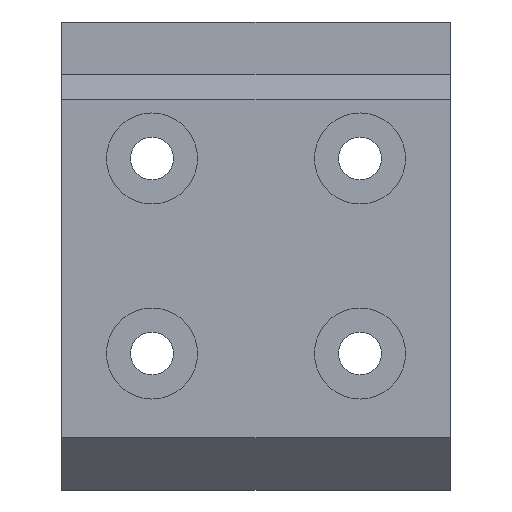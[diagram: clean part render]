
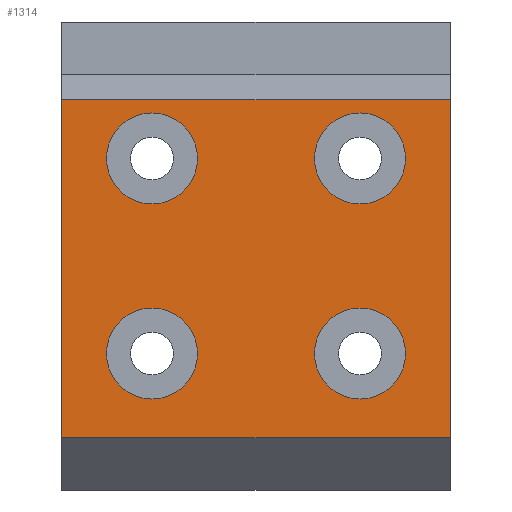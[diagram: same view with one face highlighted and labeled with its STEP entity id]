
A CAD part, front view. The second image highlights one B-rep face of the part: STEP entity #1314.
In plain terms, the highlighted planar face has unit normal (0, -1, 0).
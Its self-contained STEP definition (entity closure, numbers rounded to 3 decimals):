
#116=LINE('',#2048,#245);
#125=LINE('',#2077,#254);
#126=LINE('',#2079,#255);
#127=LINE('',#2081,#256);
#245=VECTOR('',#1633,1000.);
#254=VECTOR('',#1660,1000.);
#255=VECTOR('',#1663,1000.);
#256=VECTOR('',#1664,1000.);
#433=ORIENTED_EDGE('',*,*,#746,.F.);
#434=ORIENTED_EDGE('',*,*,#745,.T.);
#435=ORIENTED_EDGE('',*,*,#730,.F.);
#436=ORIENTED_EDGE('',*,*,#747,.T.);
#437=ORIENTED_EDGE('',*,*,#748,.T.);
#438=ORIENTED_EDGE('',*,*,#749,.T.);
#439=ORIENTED_EDGE('',*,*,#750,.F.);
#440=ORIENTED_EDGE('',*,*,#751,.F.);
#730=EDGE_CURVE('',#885,#886,#116,.T.);
#745=EDGE_CURVE('',#895,#886,#125,.T.);
#746=EDGE_CURVE('',#895,#896,#126,.T.);
#747=EDGE_CURVE('',#885,#896,#127,.T.);
#748=EDGE_CURVE('',#897,#897,#961,.F.);
#749=EDGE_CURVE('',#898,#898,#962,.F.);
#750=EDGE_CURVE('',#899,#899,#963,.T.);
#751=EDGE_CURVE('',#900,#900,#964,.T.);
#885=VERTEX_POINT('',#2049);
#886=VERTEX_POINT('',#2050);
#895=VERTEX_POINT('',#2076);
#896=VERTEX_POINT('',#2080);
#897=VERTEX_POINT('',#2083);
#898=VERTEX_POINT('',#2085);
#899=VERTEX_POINT('',#2087);
#900=VERTEX_POINT('',#2089);
#961=CIRCLE('',#1417,3.5);
#962=CIRCLE('',#1418,3.5);
#963=CIRCLE('',#1419,3.5);
#964=CIRCLE('',#1420,3.5);
#1027=EDGE_LOOP('',(#433,#434,#435,#436));
#1028=EDGE_LOOP('',(#437));
#1029=EDGE_LOOP('',(#438));
#1030=EDGE_LOOP('',(#439));
#1031=EDGE_LOOP('',(#440));
#1150=FACE_BOUND('',#1027,.T.);
#1151=FACE_BOUND('',#1028,.T.);
#1152=FACE_BOUND('',#1029,.T.);
#1153=FACE_BOUND('',#1030,.T.);
#1154=FACE_BOUND('',#1031,.T.);
#1259=PLANE('',#1416);
#1314=ADVANCED_FACE('',(#1150,#1151,#1152,#1153,#1154),#1259,.T.);
#1416=AXIS2_PLACEMENT_3D('',#2078,#1661,#1662);
#1417=AXIS2_PLACEMENT_3D('',#2082,#1665,#1666);
#1418=AXIS2_PLACEMENT_3D('',#2084,#1667,#1668);
#1419=AXIS2_PLACEMENT_3D('',#2086,#1669,#1670);
#1420=AXIS2_PLACEMENT_3D('',#2088,#1671,#1672);
#1633=DIRECTION('',(0.,0.,1.));
#1660=DIRECTION('',(-1.,0.,0.));
#1661=DIRECTION('',(0.,-1.,0.));
#1662=DIRECTION('',(0.,0.,-1.));
#1663=DIRECTION('',(0.,0.,-1.));
#1664=DIRECTION('',(1.,0.,0.));
#1665=DIRECTION('',(0.,-1.,0.));
#1666=DIRECTION('',(0.,0.,-1.));
#1667=DIRECTION('',(0.,-1.,0.));
#1668=DIRECTION('',(0.,0.,-1.));
#1669=DIRECTION('',(0.,-1.,0.));
#1670=DIRECTION('',(0.,0.,-1.));
#1671=DIRECTION('',(0.,-1.,0.));
#1672=DIRECTION('',(0.,0.,-1.));
#2048=CARTESIAN_POINT('',(-14.95,-9.04,-13.998));
#2049=CARTESIAN_POINT('',(-14.95,-9.04,-13.998));
#2050=CARTESIAN_POINT('',(-14.95,-9.04,12.));
#2076=CARTESIAN_POINT('',(14.95,-9.04,12.));
#2077=CARTESIAN_POINT('',(22.74,-9.04,12.));
#2078=CARTESIAN_POINT('',(-8.,-9.04,7.5));
#2079=CARTESIAN_POINT('',(14.95,-9.04,12.));
#2080=CARTESIAN_POINT('',(14.95,-9.04,-13.998));
#2081=CARTESIAN_POINT('',(-8.,-9.04,-13.998));
#2082=CARTESIAN_POINT('',(8.,-9.04,-7.5));
#2083=CARTESIAN_POINT('',(8.,-9.04,-11.));
#2084=CARTESIAN_POINT('',(8.,-9.04,7.5));
#2085=CARTESIAN_POINT('',(11.5,-9.04,7.5));
#2086=CARTESIAN_POINT('',(-8.,-9.04,-7.5));
#2087=CARTESIAN_POINT('',(-8.,-9.04,-11.));
#2088=CARTESIAN_POINT('',(-8.,-9.04,7.5));
#2089=CARTESIAN_POINT('',(-8.,-9.04,4.));
